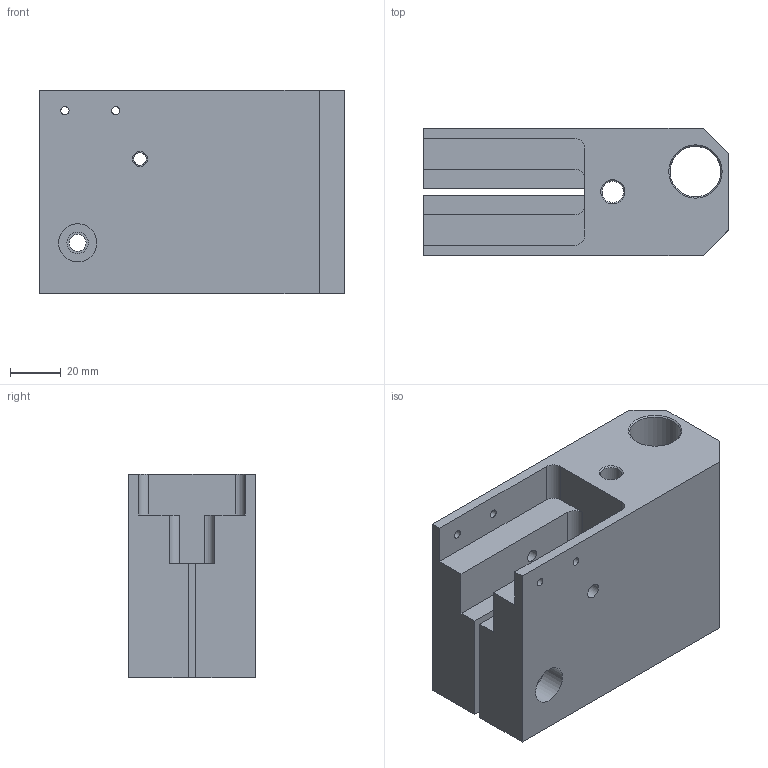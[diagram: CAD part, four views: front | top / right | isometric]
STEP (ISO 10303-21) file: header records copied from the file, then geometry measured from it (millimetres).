
FILE_DESCRIPTION(/* description */ ('Hubmotorhalterung'),/* implementation_level */ '2;1');
FILE_NAME(/* name */ 'T040P031.1.stp',/* time_stamp */ '2017-03-10T12:05:37+01:00',/* author */ ('Atavfess'),/* organization */ (''),/* preprocessor_version */ 'ST-DEVELOPER v15.6',/* originating_system */ 'Autodesk Inventor 2015',/* authorisation */ '');
FILE_SCHEMA (('AUTOMOTIVE_DESIGN { 1 0 10303 214 3 1 1 }'));
Length unit declared in the file: millimetre
Products named in the file (1): T040P031.1
Bounding box: 120 x 50 x 80 mm (x, y, z)
Volume: 362304.8 mm3; surface area: 57646.5 mm2
Topology: 1 solids, 1 shells, 50 faces, 145 edges, 97 vertices
Faces by surface type: plane 26, cylinder 17, cone 7
Full cylindrical faces by diameter (mm): 3.242 x4, 4.917 x3, 6 x1, 6.647 x1, 8.5 x2, 15 x1, 20 x1
Entity records: 1530 total; most frequent: CARTESIAN_POINT 261, DIRECTION 256, ORIENTED_EDGE 232, EDGE_CURVE 116, AXIS2_PLACEMENT_3D 93, EDGE_LOOP 88, VERTEX_POINT 86, LINE 70
